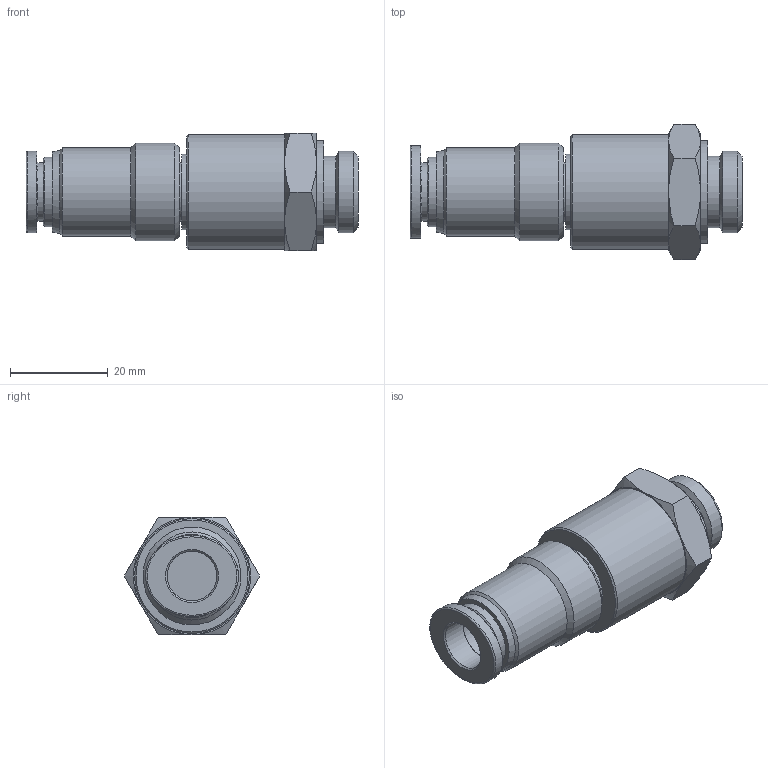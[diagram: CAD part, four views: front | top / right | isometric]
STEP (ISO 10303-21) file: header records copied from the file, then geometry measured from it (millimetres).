
FILE_DESCRIPTION((''),'2;1');
FILE_NAME('NHRC 10-G03.stp','2016-07-08T10:02:15',('Administrator'),(''),'Autodesk Inventor 2013','Autodesk Inventor 2013','');
FILE_SCHEMA(('CONFIG_CONTROL_DESIGN'));
Length unit declared in the file: millimetre
Products named in the file (4): NHRC 10-G03; HOUSING H12-G03; NHRC BODY-10H; SLEEVE N10C
Assembly tree (3 placements, depth 2):
  NHRC 10-G03
    HOUSING H12-G03
    NHRC BODY-10H
    SLEEVE N10C
Bounding box: 67.9 x 27.71 x 24 mm (x, y, z)
Volume: 20306.1 mm3; surface area: 6948.9 mm2
Topology: 3 solids, 3 shells, 58 faces, 105 edges, 61 vertices
Faces by surface type: cone 23, plane 20, cylinder 12, bspline 2, torus 1
Full cylindrical faces by diameter (mm): 10.2 x2, 11.9 x1, 12 x1, 14.3 x1, 14.6 x1, 15.5 x1, 16.66 x1, 18 x1, 20 x1, 21 x1, 23.5 x1
Entity records: 1476 total; most frequent: CARTESIAN_POINT 373, DIRECTION 228, ORIENTED_EDGE 160, AXIS2_PLACEMENT_3D 111, EDGE_LOOP 93, EDGE_CURVE 80, VERTEX_POINT 61, FACE_OUTER_BOUND 58
